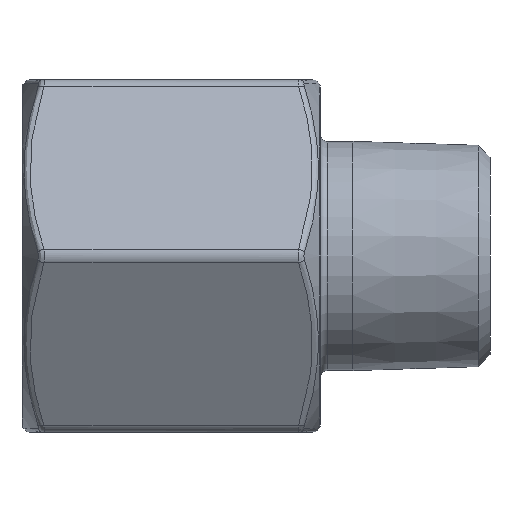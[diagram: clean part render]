
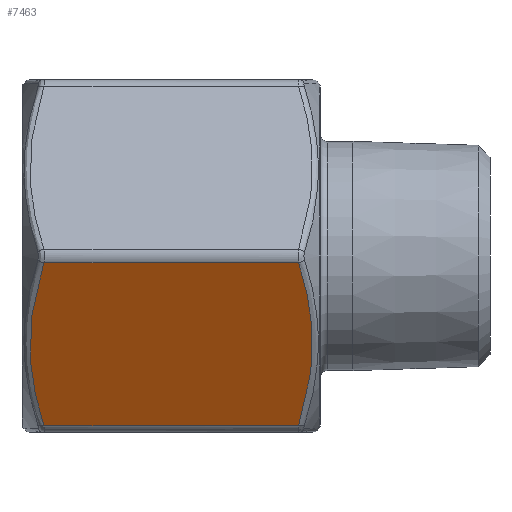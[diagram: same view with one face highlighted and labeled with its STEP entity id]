
A CAD part, front view. The second image highlights one B-rep face of the part: STEP entity #7463.
In plain terms, the highlighted planar face has unit normal (0, -0.866, -0.5).
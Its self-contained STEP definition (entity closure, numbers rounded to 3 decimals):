
#211 = CARTESIAN_POINT ( 'NONE',  ( 0.764, -9.801, -9.024 ) ) ;
#302 = AXIS2_PLACEMENT_3D ( 'NONE', #14724, #14795, #13592 ) ;
#407 = CARTESIAN_POINT ( 'NONE',  ( 21.399, -11.839, -5.494 ) ) ;
#971 = CARTESIAN_POINT ( 'NONE',  ( 1.612, -7.794, -12.5 ) ) ;
#1335 = CARTESIAN_POINT ( 'NONE',  ( 1.612, -14.722, -0.5 ) ) ;
#1480 = CARTESIAN_POINT ( 'NONE',  ( 1.035, -13.586, -2.468 ) ) ;
#1738 = CARTESIAN_POINT ( 'NONE',  ( 20.388, -7.794, -12.5 ) ) ;
#2227 = CARTESIAN_POINT ( 'NONE',  ( 1.295, -14.156, -1.481 ) ) ;
#2269 = CARTESIAN_POINT ( 'NONE',  ( 11., -7.794, -12.5 ) ) ;
#2517 = CARTESIAN_POINT ( 'NONE',  ( 1.034, -8.933, -10.527 ) ) ;
#2571 = LINE ( 'NONE', #7686, #9537 ) ;
#2927 = CARTESIAN_POINT ( 'NONE',  ( 21.422, -10.662, -7.532 ) ) ;
#3005 = CARTESIAN_POINT ( 'NONE',  ( 20.966, -13.583, -2.473 ) ) ;
#3096 = CARTESIAN_POINT ( 'NONE',  ( 1.612, -7.794, -12.5 ) ) ;
#4060 = CARTESIAN_POINT ( 'NONE',  ( 21.324, -10.081, -8.539 ) ) ;
#4500 = LINE ( 'NONE', #2269, #4831 ) ;
#4625 = CARTESIAN_POINT ( 'NONE',  ( 0.601, -10.678, -7.506 ) ) ;
#4831 = VECTOR ( 'NONE', #9523, 1000. ) ;
#6201 = PLANE ( 'NONE',  #302 ) ;
#6465 = CARTESIAN_POINT ( 'NONE',  ( 20.706, -14.155, -1.482 ) ) ;
#6787 = CARTESIAN_POINT ( 'NONE',  ( 20.965, -8.931, -10.532 ) ) ;
#7027 = CARTESIAN_POINT ( 'NONE',  ( 1.294, -8.361, -11.518 ) ) ;
#7404 = CARTESIAN_POINT ( 'NONE',  ( 0.676, -12.435, -4.461 ) ) ;
#7463 = ADVANCED_FACE ( 'NONE', ( #12465 ), #6201, .T. ) ;
#7474 = ORIENTED_EDGE ( 'NONE', *, *, #9246, .T. ) ;
#7485 = CARTESIAN_POINT ( 'NONE',  ( 0.577, -10.973, -6.993 ) ) ;
#7686 = CARTESIAN_POINT ( 'NONE',  ( 11., -14.722, -0.5 ) ) ;
#7903 = CARTESIAN_POINT ( 'NONE',  ( 21.306, -12.425, -4.48 ) ) ;
#7904 = EDGE_CURVE ( 'NONE', #13803, #10713, #8454, .T. ) ;
#7982 = CARTESIAN_POINT ( 'NONE',  ( 21.423, -11.543, -6.007 ) ) ;
#8454 = B_SPLINE_CURVE_WITH_KNOTS ( 'NONE', 3,
 ( #1738, #13943, #6787, #4060, #2927, #7982, #407, #7903, #12576, #3005, #6465, #10343 ),
 .UNSPECIFIED., .F., .F.,
 ( 4, 2, 2, 2, 2, 4 ),
 ( 0., 0.003, 0.007, 0.009, 0.01, 0.014 ),
 .UNSPECIFIED. ) ;
#9246 = EDGE_CURVE ( 'NONE', #14244, #13803, #4500, .T. ) ;
#9523 = DIRECTION ( 'NONE',  ( 1., 0., 0. ) ) ;
#9537 = VECTOR ( 'NONE', #13573, 1000. ) ;
#10010 = VERTEX_POINT ( 'NONE', #15728 ) ;
#10343 = CARTESIAN_POINT ( 'NONE',  ( 20.388, -14.722, -0.5 ) ) ;
#10713 = VERTEX_POINT ( 'NONE', #12919 ) ;
#10950 = EDGE_LOOP ( 'NONE', ( #7474, #14797, #15744, #11132 ) ) ;
#11053 = EDGE_CURVE ( 'NONE', #10010, #14244, #14281, .T. ) ;
#11119 = CARTESIAN_POINT ( 'NONE',  ( 0.694, -10.092, -8.52 ) ) ;
#11132 = ORIENTED_EDGE ( 'NONE', *, *, #11053, .T. ) ;
#11193 = CARTESIAN_POINT ( 'NONE',  ( 20.388, -7.794, -12.5 ) ) ;
#11876 = EDGE_CURVE ( 'NONE', #10713, #10010, #2571, .T. ) ;
#11952 = CARTESIAN_POINT ( 'NONE',  ( 0.578, -11.854, -5.468 ) ) ;
#12465 = FACE_OUTER_BOUND ( 'NONE', #10950, .T. ) ;
#12576 = CARTESIAN_POINT ( 'NONE',  ( 21.236, -12.716, -3.976 ) ) ;
#12919 = CARTESIAN_POINT ( 'NONE',  ( 20.388, -14.722, -0.5 ) ) ;
#13573 = DIRECTION ( 'NONE',  ( -1., 0., 0. ) ) ;
#13592 = DIRECTION ( 'NONE',  ( 0., -0.5, 0.866 ) ) ;
#13803 = VERTEX_POINT ( 'NONE', #11193 ) ;
#13943 = CARTESIAN_POINT ( 'NONE',  ( 20.705, -8.36, -11.519 ) ) ;
#14244 = VERTEX_POINT ( 'NONE', #3096 ) ;
#14281 = B_SPLINE_CURVE_WITH_KNOTS ( 'NONE', 3,
 ( #1335, #2227, #1480, #7404, #11952, #7485, #4625, #11119, #211, #2517, #7027, #971 ),
 .UNSPECIFIED., .F., .F.,
 ( 4, 2, 2, 2, 2, 4 ),
 ( 0., 0.003, 0.007, 0.009, 0.01, 0.014 ),
 .UNSPECIFIED. ) ;
#14724 = CARTESIAN_POINT ( 'NONE',  ( 11., -7.506, -13. ) ) ;
#14795 = DIRECTION ( 'NONE',  ( 0., -0.866, -0.5 ) ) ;
#14797 = ORIENTED_EDGE ( 'NONE', *, *, #7904, .T. ) ;
#15728 = CARTESIAN_POINT ( 'NONE',  ( 1.612, -14.722, -0.5 ) ) ;
#15744 = ORIENTED_EDGE ( 'NONE', *, *, #11876, .T. ) ;
